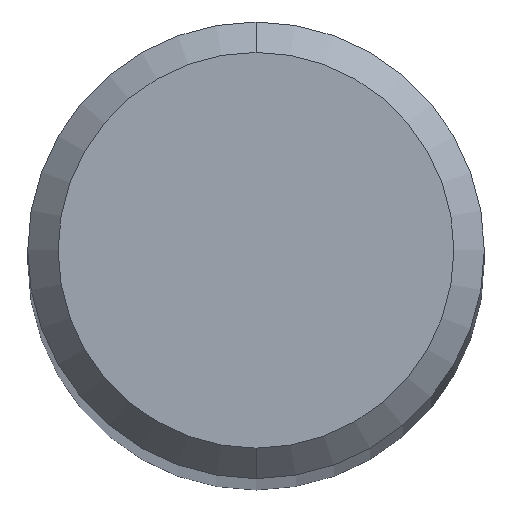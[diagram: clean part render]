
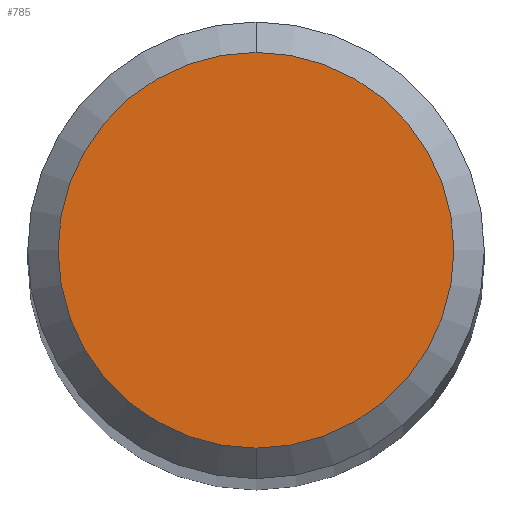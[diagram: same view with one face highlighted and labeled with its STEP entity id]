
A CAD part, top view. The second image highlights one B-rep face of the part: STEP entity #785.
In plain terms, the highlighted planar face has unit normal (0, 0, 1).
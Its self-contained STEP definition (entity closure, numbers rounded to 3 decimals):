
#353=VERTEX_POINT('',#895);
#441=EDGE_CURVE('',#447,#353,#994,.T.);
#447=VERTEX_POINT('',#1002);
#647=EDGE_CURVE('',#353,#447,#1216,.T.);
#785=ADVANCED_FACE('',(#1366),#1367,.T.);
#895=CARTESIAN_POINT('',(0.0,2.6,0.0));
#994=CIRCLE('',#2402,2.6);
#1002=CARTESIAN_POINT('',(0.,-2.6,0.0));
#1216=CIRCLE('',#3218,2.6);
#1366=FACE_OUTER_BOUND('',#3970,.T.);
#1367=PLANE('',#3971);
#2402=AXIS2_PLACEMENT_3D('',#4279,#4280,#4281);
#3218=AXIS2_PLACEMENT_3D('',#4520,#4521,#4522);
#3970=EDGE_LOOP('',(#4723,#4724));
#3971=AXIS2_PLACEMENT_3D('',#4725,#4726,#4727);
#4279=CARTESIAN_POINT('',(0.0,0.0,0.0));
#4280=DIRECTION('',(0.0,0.0,-1.0));
#4281=DIRECTION('',(0.0,1.0,0.0));
#4520=CARTESIAN_POINT('',(0.0,0.0,0.0));
#4521=DIRECTION('',(0.0,0.0,-1.0));
#4522=DIRECTION('',(0.0,1.0,0.0));
#4723=ORIENTED_EDGE('',*,*,#647,.F.);
#4724=ORIENTED_EDGE('',*,*,#441,.F.);
#4725=CARTESIAN_POINT('',(0.0,1.3,0.0));
#4726=DIRECTION('',(-0.0,0.0,1.0));
#4727=DIRECTION('',(0.0,-1.0,0.0));
